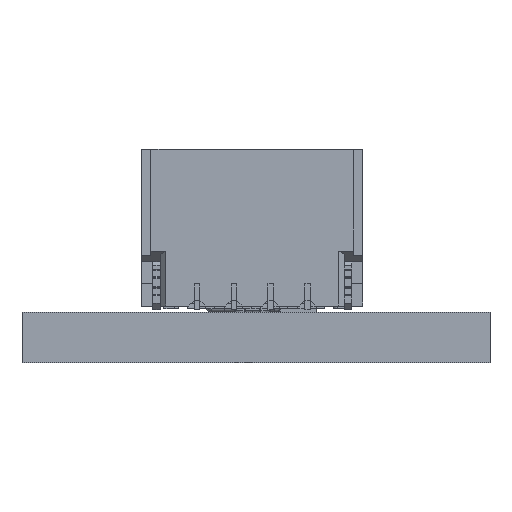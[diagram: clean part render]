
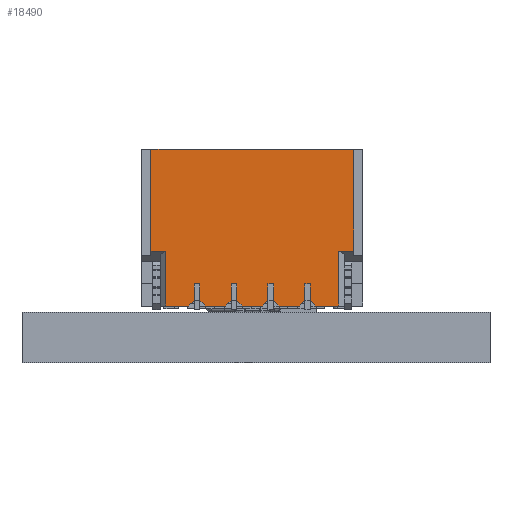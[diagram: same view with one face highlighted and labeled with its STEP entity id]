
A CAD part, front view. The second image highlights one B-rep face of the part: STEP entity #18490.
In plain terms, the highlighted face is planar.
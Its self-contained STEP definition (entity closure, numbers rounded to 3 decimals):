
#18490 = ADVANCED_FACE('',(#18491),#18749,.F.);
#18491 = FACE_BOUND('',#18492,.T.);
#18492 = EDGE_LOOP('',(#18493,#18503,#18511,#18519,#18527,#18535,#18543,
    #18551,#18559,#18567,#18575,#18583,#18591,#18599,#18607,#18615,
    #18623,#18631,#18639,#18647,#18655,#18663,#18671,#18679,#18687,
    #18695,#18703,#18711,#18719,#18727,#18735,#18743));
#18493 = ORIENTED_EDGE('',*,*,#18494,.F.);
#18494 = EDGE_CURVE('',#18495,#18497,#18499,.T.);
#18495 = VERTEX_POINT('',#18496);
#18496 = CARTESIAN_POINT('',(2.35,1.589,-1.45));
#18497 = VERTEX_POINT('',#18498);
#18498 = CARTESIAN_POINT('',(2.75,1.589,-1.45));
#18499 = LINE('',#18500,#18501);
#18500 = CARTESIAN_POINT('',(2.5,1.589,-1.45));
#18501 = VECTOR('',#18502,1.);
#18502 = DIRECTION('',(1.,-0.,-0.));
#18503 = ORIENTED_EDGE('',*,*,#18504,.T.);
#18504 = EDGE_CURVE('',#18495,#18505,#18507,.T.);
#18505 = VERTEX_POINT('',#18506);
#18506 = CARTESIAN_POINT('',(2.35,0.1,-1.45));
#18507 = LINE('',#18508,#18509);
#18508 = CARTESIAN_POINT('',(2.35,0.1,-1.45));
#18509 = VECTOR('',#18510,1.);
#18510 = DIRECTION('',(0.,-1.,0.));
#18511 = ORIENTED_EDGE('',*,*,#18512,.T.);
#18512 = EDGE_CURVE('',#18505,#18513,#18515,.T.);
#18513 = VERTEX_POINT('',#18514);
#18514 = CARTESIAN_POINT('',(1.725,0.1,-1.45));
#18515 = LINE('',#18516,#18517);
#18516 = CARTESIAN_POINT('',(3.,0.1,-1.45));
#18517 = VECTOR('',#18518,1.);
#18518 = DIRECTION('',(-1.,-0.,-0.));
#18519 = ORIENTED_EDGE('',*,*,#18520,.F.);
#18520 = EDGE_CURVE('',#18521,#18513,#18523,.T.);
#18521 = VERTEX_POINT('',#18522);
#18522 = CARTESIAN_POINT('',(1.575,0.25,-1.45));
#18523 = LINE('',#18524,#18525);
#18524 = CARTESIAN_POINT('',(2.363,-0.538,-1.45));
#18525 = VECTOR('',#18526,1.);
#18526 = DIRECTION('',(0.707,-0.707,0.));
#18527 = ORIENTED_EDGE('',*,*,#18528,.F.);
#18528 = EDGE_CURVE('',#18529,#18521,#18531,.T.);
#18529 = VERTEX_POINT('',#18530);
#18530 = CARTESIAN_POINT('',(1.575,0.7,-1.45));
#18531 = LINE('',#18532,#18533);
#18532 = CARTESIAN_POINT('',(1.575,0.1,-1.45));
#18533 = VECTOR('',#18534,1.);
#18534 = DIRECTION('',(0.,-1.,0.));
#18535 = ORIENTED_EDGE('',*,*,#18536,.F.);
#18536 = EDGE_CURVE('',#18537,#18529,#18539,.T.);
#18537 = VERTEX_POINT('',#18538);
#18538 = CARTESIAN_POINT('',(1.425,0.7,-1.45));
#18539 = LINE('',#18540,#18541);
#18540 = CARTESIAN_POINT('',(3.,0.7,-1.45));
#18541 = VECTOR('',#18542,1.);
#18542 = DIRECTION('',(1.,0.,-0.));
#18543 = ORIENTED_EDGE('',*,*,#18544,.T.);
#18544 = EDGE_CURVE('',#18537,#18545,#18547,.T.);
#18545 = VERTEX_POINT('',#18546);
#18546 = CARTESIAN_POINT('',(1.425,0.25,-1.45));
#18547 = LINE('',#18548,#18549);
#18548 = CARTESIAN_POINT('',(1.425,0.1,-1.45));
#18549 = VECTOR('',#18550,1.);
#18550 = DIRECTION('',(0.,-1.,0.));
#18551 = ORIENTED_EDGE('',*,*,#18552,.T.);
#18552 = EDGE_CURVE('',#18545,#18553,#18555,.T.);
#18553 = VERTEX_POINT('',#18554);
#18554 = CARTESIAN_POINT('',(1.275,0.1,-1.45));
#18555 = LINE('',#18556,#18557);
#18556 = CARTESIAN_POINT('',(2.138,0.963,-1.45));
#18557 = VECTOR('',#18558,1.);
#18558 = DIRECTION('',(-0.707,-0.707,0.));
#18559 = ORIENTED_EDGE('',*,*,#18560,.T.);
#18560 = EDGE_CURVE('',#18553,#18561,#18563,.T.);
#18561 = VERTEX_POINT('',#18562);
#18562 = CARTESIAN_POINT('',(0.725,0.1,-1.45));
#18563 = LINE('',#18564,#18565);
#18564 = CARTESIAN_POINT('',(3.,0.1,-1.45));
#18565 = VECTOR('',#18566,1.);
#18566 = DIRECTION('',(-1.,-0.,-0.));
#18567 = ORIENTED_EDGE('',*,*,#18568,.F.);
#18568 = EDGE_CURVE('',#18569,#18561,#18571,.T.);
#18569 = VERTEX_POINT('',#18570);
#18570 = CARTESIAN_POINT('',(0.575,0.25,-1.45));
#18571 = LINE('',#18572,#18573);
#18572 = CARTESIAN_POINT('',(1.863,-1.038,-1.45));
#18573 = VECTOR('',#18574,1.);
#18574 = DIRECTION('',(0.707,-0.707,0.));
#18575 = ORIENTED_EDGE('',*,*,#18576,.F.);
#18576 = EDGE_CURVE('',#18577,#18569,#18579,.T.);
#18577 = VERTEX_POINT('',#18578);
#18578 = CARTESIAN_POINT('',(0.575,0.7,-1.45));
#18579 = LINE('',#18580,#18581);
#18580 = CARTESIAN_POINT('',(0.575,0.1,-1.45));
#18581 = VECTOR('',#18582,1.);
#18582 = DIRECTION('',(0.,-1.,0.));
#18583 = ORIENTED_EDGE('',*,*,#18584,.F.);
#18584 = EDGE_CURVE('',#18585,#18577,#18587,.T.);
#18585 = VERTEX_POINT('',#18586);
#18586 = CARTESIAN_POINT('',(0.425,0.7,-1.45));
#18587 = LINE('',#18588,#18589);
#18588 = CARTESIAN_POINT('',(3.,0.7,-1.45));
#18589 = VECTOR('',#18590,1.);
#18590 = DIRECTION('',(1.,0.,-0.));
#18591 = ORIENTED_EDGE('',*,*,#18592,.T.);
#18592 = EDGE_CURVE('',#18585,#18593,#18595,.T.);
#18593 = VERTEX_POINT('',#18594);
#18594 = CARTESIAN_POINT('',(0.425,0.25,-1.45));
#18595 = LINE('',#18596,#18597);
#18596 = CARTESIAN_POINT('',(0.425,0.1,-1.45));
#18597 = VECTOR('',#18598,1.);
#18598 = DIRECTION('',(0.,-1.,0.));
#18599 = ORIENTED_EDGE('',*,*,#18600,.T.);
#18600 = EDGE_CURVE('',#18593,#18601,#18603,.T.);
#18601 = VERTEX_POINT('',#18602);
#18602 = CARTESIAN_POINT('',(0.275,0.1,-1.45));
#18603 = LINE('',#18604,#18605);
#18604 = CARTESIAN_POINT('',(1.638,1.463,-1.45));
#18605 = VECTOR('',#18606,1.);
#18606 = DIRECTION('',(-0.707,-0.707,0.));
#18607 = ORIENTED_EDGE('',*,*,#18608,.T.);
#18608 = EDGE_CURVE('',#18601,#18609,#18611,.T.);
#18609 = VERTEX_POINT('',#18610);
#18610 = CARTESIAN_POINT('',(-0.275,0.1,-1.45));
#18611 = LINE('',#18612,#18613);
#18612 = CARTESIAN_POINT('',(3.,0.1,-1.45));
#18613 = VECTOR('',#18614,1.);
#18614 = DIRECTION('',(-1.,-0.,-0.));
#18615 = ORIENTED_EDGE('',*,*,#18616,.F.);
#18616 = EDGE_CURVE('',#18617,#18609,#18619,.T.);
#18617 = VERTEX_POINT('',#18618);
#18618 = CARTESIAN_POINT('',(-0.425,0.25,-1.45));
#18619 = LINE('',#18620,#18621);
#18620 = CARTESIAN_POINT('',(1.363,-1.538,-1.45));
#18621 = VECTOR('',#18622,1.);
#18622 = DIRECTION('',(0.707,-0.707,0.));
#18623 = ORIENTED_EDGE('',*,*,#18624,.F.);
#18624 = EDGE_CURVE('',#18625,#18617,#18627,.T.);
#18625 = VERTEX_POINT('',#18626);
#18626 = CARTESIAN_POINT('',(-0.425,0.7,-1.45));
#18627 = LINE('',#18628,#18629);
#18628 = CARTESIAN_POINT('',(-0.425,0.1,-1.45));
#18629 = VECTOR('',#18630,1.);
#18630 = DIRECTION('',(0.,-1.,0.));
#18631 = ORIENTED_EDGE('',*,*,#18632,.F.);
#18632 = EDGE_CURVE('',#18633,#18625,#18635,.T.);
#18633 = VERTEX_POINT('',#18634);
#18634 = CARTESIAN_POINT('',(-0.575,0.7,-1.45));
#18635 = LINE('',#18636,#18637);
#18636 = CARTESIAN_POINT('',(3.,0.7,-1.45));
#18637 = VECTOR('',#18638,1.);
#18638 = DIRECTION('',(1.,0.,-0.));
#18639 = ORIENTED_EDGE('',*,*,#18640,.T.);
#18640 = EDGE_CURVE('',#18633,#18641,#18643,.T.);
#18641 = VERTEX_POINT('',#18642);
#18642 = CARTESIAN_POINT('',(-0.575,0.25,-1.45));
#18643 = LINE('',#18644,#18645);
#18644 = CARTESIAN_POINT('',(-0.575,0.1,-1.45));
#18645 = VECTOR('',#18646,1.);
#18646 = DIRECTION('',(0.,-1.,0.));
#18647 = ORIENTED_EDGE('',*,*,#18648,.T.);
#18648 = EDGE_CURVE('',#18641,#18649,#18651,.T.);
#18649 = VERTEX_POINT('',#18650);
#18650 = CARTESIAN_POINT('',(-0.725,0.1,-1.45));
#18651 = LINE('',#18652,#18653);
#18652 = CARTESIAN_POINT('',(1.138,1.963,-1.45));
#18653 = VECTOR('',#18654,1.);
#18654 = DIRECTION('',(-0.707,-0.707,0.));
#18655 = ORIENTED_EDGE('',*,*,#18656,.T.);
#18656 = EDGE_CURVE('',#18649,#18657,#18659,.T.);
#18657 = VERTEX_POINT('',#18658);
#18658 = CARTESIAN_POINT('',(-1.275,0.1,-1.45));
#18659 = LINE('',#18660,#18661);
#18660 = CARTESIAN_POINT('',(3.,0.1,-1.45));
#18661 = VECTOR('',#18662,1.);
#18662 = DIRECTION('',(-1.,-0.,-0.));
#18663 = ORIENTED_EDGE('',*,*,#18664,.F.);
#18664 = EDGE_CURVE('',#18665,#18657,#18667,.T.);
#18665 = VERTEX_POINT('',#18666);
#18666 = CARTESIAN_POINT('',(-1.425,0.25,-1.45));
#18667 = LINE('',#18668,#18669);
#18668 = CARTESIAN_POINT('',(0.863,-2.038,-1.45));
#18669 = VECTOR('',#18670,1.);
#18670 = DIRECTION('',(0.707,-0.707,0.));
#18671 = ORIENTED_EDGE('',*,*,#18672,.F.);
#18672 = EDGE_CURVE('',#18673,#18665,#18675,.T.);
#18673 = VERTEX_POINT('',#18674);
#18674 = CARTESIAN_POINT('',(-1.425,0.7,-1.45));
#18675 = LINE('',#18676,#18677);
#18676 = CARTESIAN_POINT('',(-1.425,0.1,-1.45));
#18677 = VECTOR('',#18678,1.);
#18678 = DIRECTION('',(0.,-1.,0.));
#18679 = ORIENTED_EDGE('',*,*,#18680,.F.);
#18680 = EDGE_CURVE('',#18681,#18673,#18683,.T.);
#18681 = VERTEX_POINT('',#18682);
#18682 = CARTESIAN_POINT('',(-1.575,0.7,-1.45));
#18683 = LINE('',#18684,#18685);
#18684 = CARTESIAN_POINT('',(3.,0.7,-1.45));
#18685 = VECTOR('',#18686,1.);
#18686 = DIRECTION('',(1.,0.,-0.));
#18687 = ORIENTED_EDGE('',*,*,#18688,.T.);
#18688 = EDGE_CURVE('',#18681,#18689,#18691,.T.);
#18689 = VERTEX_POINT('',#18690);
#18690 = CARTESIAN_POINT('',(-1.575,0.25,-1.45));
#18691 = LINE('',#18692,#18693);
#18692 = CARTESIAN_POINT('',(-1.575,0.1,-1.45));
#18693 = VECTOR('',#18694,1.);
#18694 = DIRECTION('',(0.,-1.,0.));
#18695 = ORIENTED_EDGE('',*,*,#18696,.T.);
#18696 = EDGE_CURVE('',#18689,#18697,#18699,.T.);
#18697 = VERTEX_POINT('',#18698);
#18698 = CARTESIAN_POINT('',(-1.725,0.1,-1.45));
#18699 = LINE('',#18700,#18701);
#18700 = CARTESIAN_POINT('',(0.638,2.463,-1.45));
#18701 = VECTOR('',#18702,1.);
#18702 = DIRECTION('',(-0.707,-0.707,0.));
#18703 = ORIENTED_EDGE('',*,*,#18704,.T.);
#18704 = EDGE_CURVE('',#18697,#18705,#18707,.T.);
#18705 = VERTEX_POINT('',#18706);
#18706 = CARTESIAN_POINT('',(-2.35,0.1,-1.45));
#18707 = LINE('',#18708,#18709);
#18708 = CARTESIAN_POINT('',(3.,0.1,-1.45));
#18709 = VECTOR('',#18710,1.);
#18710 = DIRECTION('',(-1.,-0.,-0.));
#18711 = ORIENTED_EDGE('',*,*,#18712,.T.);
#18712 = EDGE_CURVE('',#18705,#18713,#18715,.T.);
#18713 = VERTEX_POINT('',#18714);
#18714 = CARTESIAN_POINT('',(-2.35,1.589,-1.45));
#18715 = LINE('',#18716,#18717);
#18716 = CARTESIAN_POINT('',(-2.35,1.589,-1.45));
#18717 = VECTOR('',#18718,1.);
#18718 = DIRECTION('',(0.,1.,0.));
#18719 = ORIENTED_EDGE('',*,*,#18720,.T.);
#18720 = EDGE_CURVE('',#18713,#18721,#18723,.T.);
#18721 = VERTEX_POINT('',#18722);
#18722 = CARTESIAN_POINT('',(-2.75,1.589,-1.45));
#18723 = LINE('',#18724,#18725);
#18724 = CARTESIAN_POINT('',(-2.5,1.589,-1.45));
#18725 = VECTOR('',#18726,1.);
#18726 = DIRECTION('',(-1.,-0.,-0.));
#18727 = ORIENTED_EDGE('',*,*,#18728,.T.);
#18728 = EDGE_CURVE('',#18721,#18729,#18731,.T.);
#18729 = VERTEX_POINT('',#18730);
#18730 = CARTESIAN_POINT('',(-2.75,4.35,-1.45));
#18731 = LINE('',#18732,#18733);
#18732 = CARTESIAN_POINT('',(-2.75,0.,-1.45));
#18733 = VECTOR('',#18734,1.);
#18734 = DIRECTION('',(0.,1.,0.));
#18735 = ORIENTED_EDGE('',*,*,#18736,.F.);
#18736 = EDGE_CURVE('',#18737,#18729,#18739,.T.);
#18737 = VERTEX_POINT('',#18738);
#18738 = CARTESIAN_POINT('',(2.75,4.35,-1.45));
#18739 = LINE('',#18740,#18741);
#18740 = CARTESIAN_POINT('',(3.,4.35,-1.45));
#18741 = VECTOR('',#18742,1.);
#18742 = DIRECTION('',(-1.,-0.,-0.));
#18743 = ORIENTED_EDGE('',*,*,#18744,.F.);
#18744 = EDGE_CURVE('',#18497,#18737,#18745,.T.);
#18745 = LINE('',#18746,#18747);
#18746 = CARTESIAN_POINT('',(2.75,0.,-1.45));
#18747 = VECTOR('',#18748,1.);
#18748 = DIRECTION('',(0.,1.,0.));
#18749 = PLANE('',#18750);
#18750 = AXIS2_PLACEMENT_3D('',#18751,#18752,#18753);
#18751 = CARTESIAN_POINT('',(3.,0.1,-1.45));
#18752 = DIRECTION('',(0.,0.,1.));
#18753 = DIRECTION('',(1.,0.,-0.));
